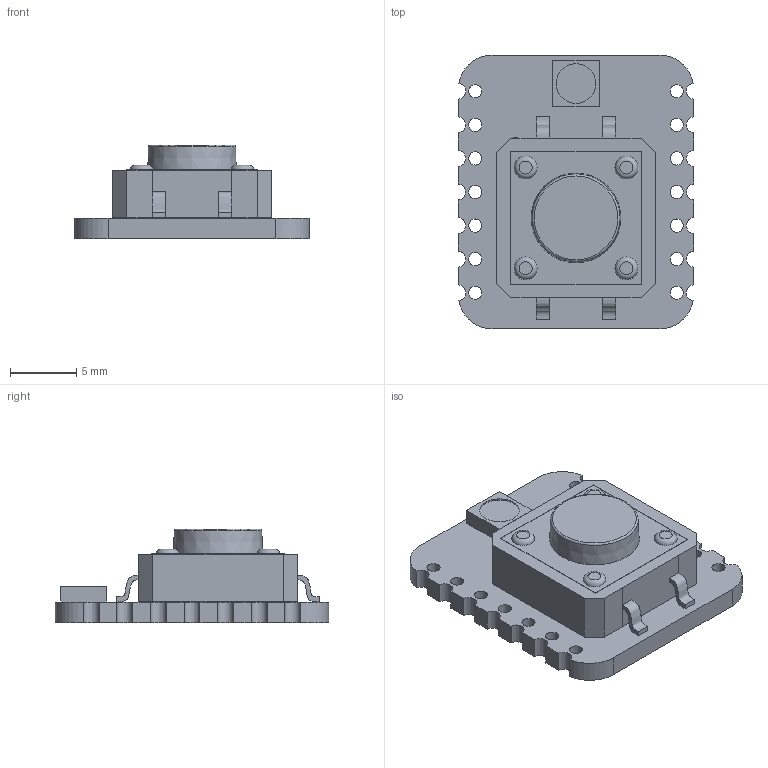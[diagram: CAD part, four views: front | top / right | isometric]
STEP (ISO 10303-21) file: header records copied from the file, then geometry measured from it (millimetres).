
FILE_DESCRIPTION(/* description */ (''),/* implementation_level */ '2;1');
FILE_NAME(/* name */ 'PCB Component.step',/* time_stamp */ '2023-01-12T15:07:54-05:00',/* author */ (''),/* organization */ (''),/* preprocessor_version */ 'ST-DEVELOPER v19.2',/* originating_system */ 'Autodesk Translation Framework v11.17.0.187',/* authorisation */ '');
FILE_SCHEMA (('AUTOMOTIVE_DESIGN { 1 0 10303 214 3 1 1 }'));
Length unit declared in the file: millimetre
Products named in the file (4): PCB Component; Board; WS2812B_3535FULL; 12mm Tact
Assembly tree (3 placements, depth 2):
  PCB Component
    Board
    WS2812B_3535FULL
    12mm Tact
Bounding box: 17.78 x 20.7 x 7.07 mm (x, y, z)
Volume: 1131.5 mm3; surface area: 1494.1 mm2
Topology: 3 solids, 23 shells, 283 faces, 690 edges, 460 vertices
Faces by surface type: plane 192, bspline 47, cylinder 38, torus 5, cone 1
Full cylindrical faces by diameter (mm): 0.5 x3, 1 x14, 1.803 x2, 3 x1
Entity records: 9829 total; most frequent: CARTESIAN_POINT 3071, ORIENTED_EDGE 1380, DIRECTION 1175, EDGE_CURVE 690, LINE 503, VECTOR 503, VERTEX_POINT 460, EDGE_LOOP 340
